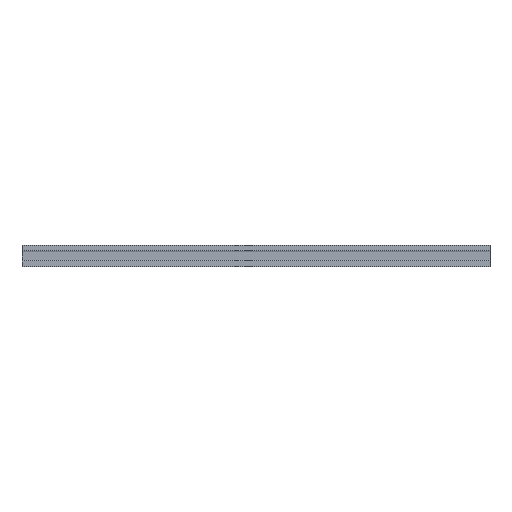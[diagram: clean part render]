
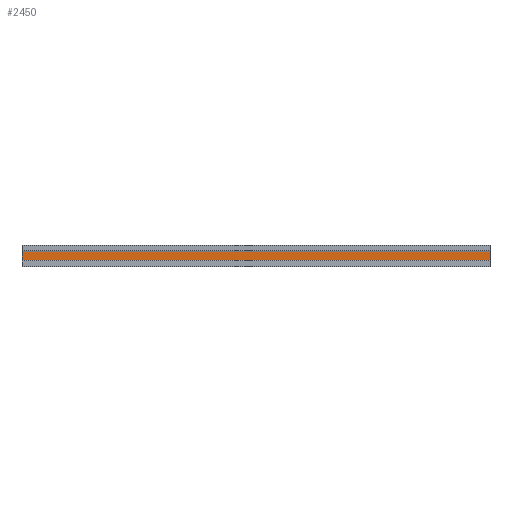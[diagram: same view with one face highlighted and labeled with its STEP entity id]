
A CAD part, top view. The second image highlights one B-rep face of the part: STEP entity #2450.
In plain terms, the highlighted planar face has unit normal (0, 0, 1).
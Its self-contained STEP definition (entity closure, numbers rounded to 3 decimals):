
#313=FACE_OUTER_BOUND('',#463,.T.);
#463=EDGE_LOOP('',(#2066,#2067,#2068,#2069));
#693=LINE('',#4019,#925);
#694=LINE('',#4022,#926);
#695=LINE('',#4024,#927);
#696=LINE('',#4025,#928);
#925=VECTOR('',#3337,10.);
#926=VECTOR('',#3340,10.);
#927=VECTOR('',#3341,10.);
#928=VECTOR('',#3342,10.);
#1152=VERTEX_POINT('',#4015);
#1153=VERTEX_POINT('',#4017);
#1154=VERTEX_POINT('',#4021);
#1155=VERTEX_POINT('',#4023);
#1481=EDGE_CURVE('',#1152,#1153,#693,.T.);
#1482=EDGE_CURVE('',#1154,#1152,#694,.T.);
#1483=EDGE_CURVE('',#1155,#1153,#695,.T.);
#1484=EDGE_CURVE('',#1154,#1155,#696,.T.);
#2066=ORIENTED_EDGE('',*,*,#1482,.T.);
#2067=ORIENTED_EDGE('',*,*,#1481,.T.);
#2068=ORIENTED_EDGE('',*,*,#1483,.F.);
#2069=ORIENTED_EDGE('',*,*,#1484,.F.);
#2223=PLANE('',#2687);
#2450=ADVANCED_FACE('',(#313),#2223,.T.);
#2687=AXIS2_PLACEMENT_3D('',#4020,#3338,#3339);
#3337=DIRECTION('',(1.,0.,0.));
#3338=DIRECTION('center_axis',(0.,0.,1.));
#3339=DIRECTION('ref_axis',(0.,-1.,0.));
#3340=DIRECTION('',(0.,-1.,0.));
#3341=DIRECTION('',(0.,-1.,0.));
#3342=DIRECTION('',(1.,0.,0.));
#4015=CARTESIAN_POINT('',(0.,-8.002,20.15));
#4017=CARTESIAN_POINT('',(900.,-8.002,20.15));
#4019=CARTESIAN_POINT('',(0.,-8.002,20.15));
#4020=CARTESIAN_POINT('Origin',(0.,8.002,20.15));
#4021=CARTESIAN_POINT('',(0.,8.002,20.15));
#4022=CARTESIAN_POINT('',(0.,8.002,20.15));
#4023=CARTESIAN_POINT('',(900.,8.002,20.15));
#4024=CARTESIAN_POINT('',(900.,8.002,20.15));
#4025=CARTESIAN_POINT('',(0.,8.002,20.15));
